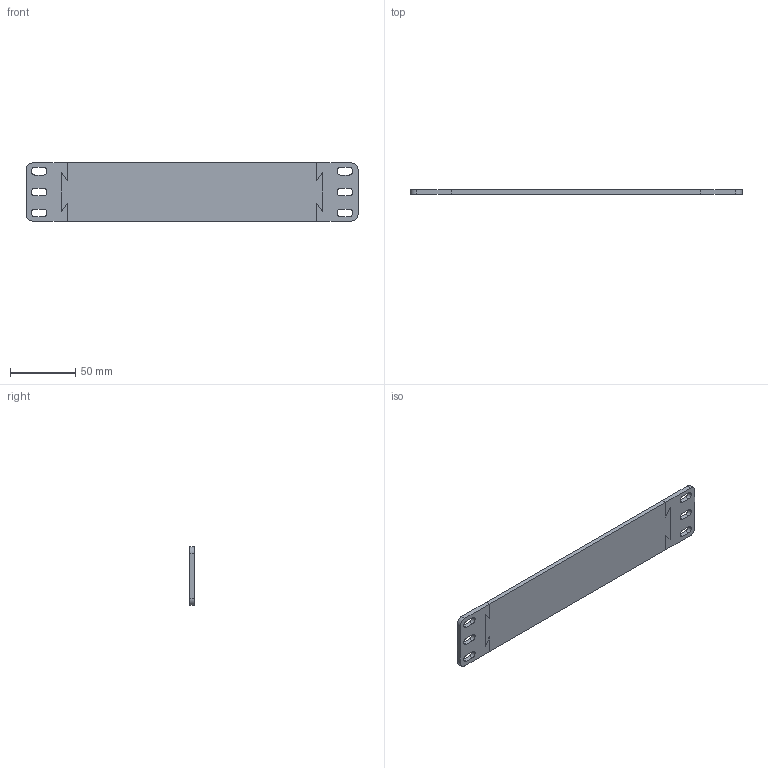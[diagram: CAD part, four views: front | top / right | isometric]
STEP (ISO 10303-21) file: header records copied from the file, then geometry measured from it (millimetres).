
FILE_DESCRIPTION(('FreeCAD Model'),'2;1');
FILE_NAME('Open CASCADE Shape Model','2025-05-07T19:12:58',(''),(''), 'Open CASCADE STEP processor 7.6','FreeCAD','Unknown');
FILE_SCHEMA(('AUTOMOTIVE_DESIGN { 1 0 10303 214 1 1 1 1 }'));
Length unit declared in the file: millimetre
Products named in the file (4): Exploded Slice; Slice.0; Slice.1; Slice.2
Assembly tree (3 placements, depth 2):
  Exploded Slice
    Slice.0
    Slice.1
    Slice.2
Bounding box: 254 x 3.5 x 44.5 mm (x, y, z)
Volume: 38144.7 mm3; surface area: 25541.1 mm2
Topology: 3 solids, 3 shells, 90 faces, 252 edges, 168 vertices
Faces by surface type: plane 62, cylinder 28
Entity records: 6326 total; most frequent: CARTESIAN_POINT 1102, DIRECTION 986, LINE 644, VECTOR 644, ORIENTED_EDGE 504, PCURVE 504, DEFINITIONAL_REPRESENTATION 504, EDGE_CURVE 252
